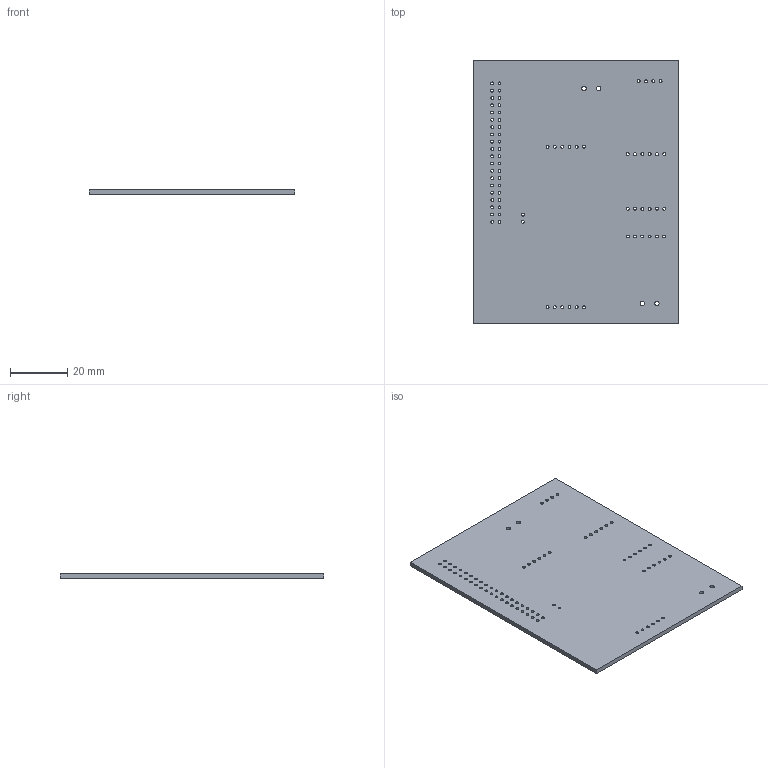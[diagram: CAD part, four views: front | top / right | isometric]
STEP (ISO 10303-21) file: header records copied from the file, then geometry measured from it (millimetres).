
FILE_DESCRIPTION(('KiCad electronic assembly'),'2;1');
FILE_NAME('Roboshot.step','2022-07-26T23:04:40',('Pcbnew'),('Kicad'), 'Open CASCADE STEP processor 7.6','KiCad to STEP converter','Unknown' );
FILE_SCHEMA(('AUTOMOTIVE_DESIGN { 1 0 10303 214 1 1 1 1 }'));
Length unit declared in the file: millimetre
Products named in the file (2): Roboshot 1; _autosave-Roboshot PCB
Assembly tree (1 placements, depth 2):
  Roboshot 1
    _autosave-Roboshot PCB
Bounding box: 71.63 x 91.95 x 1.6 mm (x, y, z)
Volume: 10434 mm3; surface area: 13971.5 mm2
Topology: 1 solids, 1 shells, 86 faces, 252 edges, 168 vertices
Faces by surface type: cylinder 80, plane 6
Full cylindrical faces by diameter (mm): 0.965 x40, 1 x36, 1.52 x4
Entity records: 7079 total; most frequent: CARTESIAN_POINT 1972, DIRECTION 932, ORIENTED_EDGE 504, PCURVE 504, DEFINITIONAL_REPRESENTATION 504, LINE 436, VECTOR 436, EDGE_CURVE 252
